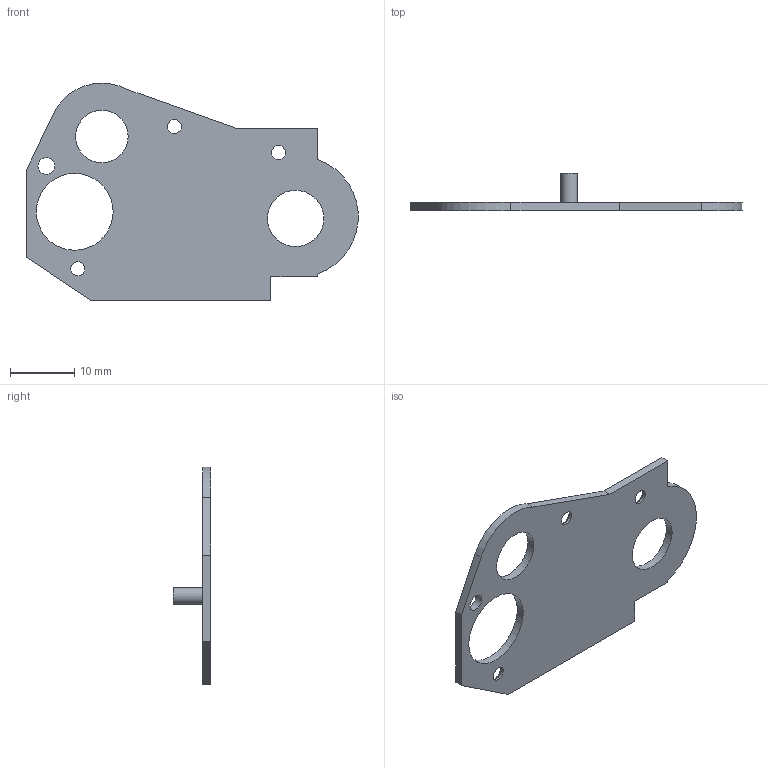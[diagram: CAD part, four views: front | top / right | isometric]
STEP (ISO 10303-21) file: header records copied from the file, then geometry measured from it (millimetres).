
FILE_DESCRIPTION(/* description */ (''),/* implementation_level */ '2;1');
FILE_NAME(/* name */ 'spacer.step',/* time_stamp */ '2020-06-08T20:53:02+02:00',/* author */ (''),/* organization */ (''),/* preprocessor_version */ 'ST-DEVELOPER v18.1',/* originating_system */ 'Autodesk Translation Framework v9.3.0.1241',/* authorisation */ '');
FILE_SCHEMA (('AUTOMOTIVE_DESIGN { 1 0 10303 214 3 1 1 }'));
Length unit declared in the file: millimetre
Products named in the file (1): intermed
Bounding box: 51.83 x 5.9 x 34.02 mm (x, y, z)
Volume: 1465.1 mm3; surface area: 2610.8 mm2
Topology: 1 solids, 1 shells, 26 faces, 66 edges, 43 vertices
Faces by surface type: plane 13, cylinder 10, cone 3
Full cylindrical faces by diameter (mm): 2.2 x3, 2.6 x2, 8.2 x1, 8.8 x1, 12 x1
Entity records: 850 total; most frequent: DIRECTION 143, CARTESIAN_POINT 136, ORIENTED_EDGE 132, EDGE_CURVE 66, AXIS2_PLACEMENT_3D 50, LINE 43, VECTOR 43, VERTEX_POINT 43
